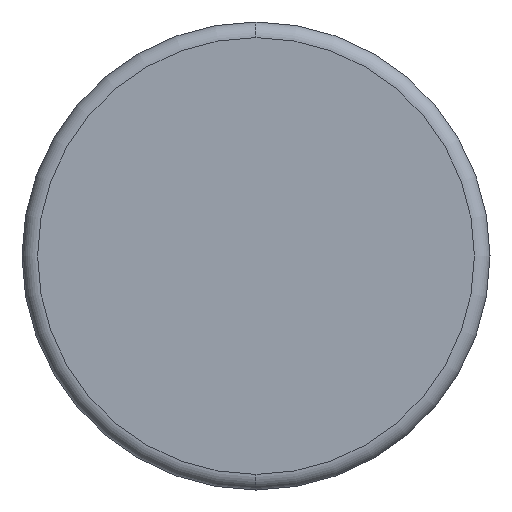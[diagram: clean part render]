
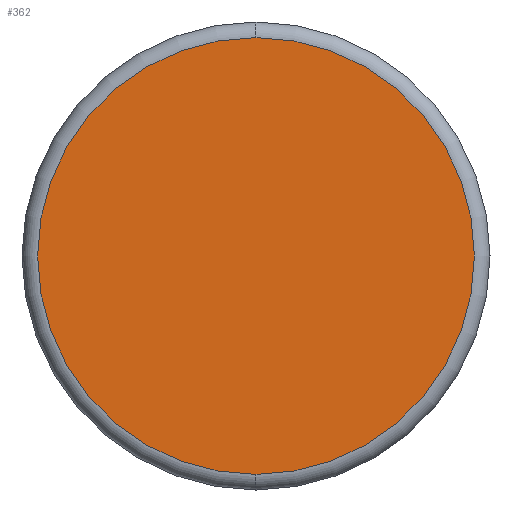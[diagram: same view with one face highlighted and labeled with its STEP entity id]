
A CAD part, left-side view. The second image highlights one B-rep face of the part: STEP entity #362.
In plain terms, the highlighted planar face has unit normal (-1, 0, 0).
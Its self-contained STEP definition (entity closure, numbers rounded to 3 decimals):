
#126 = VERTEX_POINT ( 'NONE', #1053 ) ;
#167 = EDGE_CURVE ( 'NONE', #126, #1252, #603, .T. ) ;
#198 = FACE_OUTER_BOUND ( 'NONE', #455, .T. ) ;
#230 = EDGE_CURVE ( 'NONE', #1252, #126, #1147, .T. ) ;
#232 = DIRECTION ( 'NONE',  ( 0., 0., 1. ) ) ;
#250 = ORIENTED_EDGE ( 'NONE', *, *, #167, .T. ) ;
#262 = AXIS2_PLACEMENT_3D ( 'NONE', #1117, #601, #309 ) ;
#269 = DIRECTION ( 'NONE',  ( 0., 0., 1. ) ) ;
#309 = DIRECTION ( 'NONE',  ( 0., 0., 1. ) ) ;
#310 = ORIENTED_EDGE ( 'NONE', *, *, #230, .T. ) ;
#328 = CARTESIAN_POINT ( 'NONE',  ( -1.701, 0., 0.75 ) ) ;
#362 = ADVANCED_FACE ( 'NONE', ( #198 ), #1224, .T. ) ;
#455 = EDGE_LOOP ( 'NONE', ( #250, #310 ) ) ;
#536 = AXIS2_PLACEMENT_3D ( 'NONE', #1000, #874, #269 ) ;
#601 = DIRECTION ( 'NONE',  ( -1., 0., 0. ) ) ;
#603 = CIRCLE ( 'NONE', #767, 0.7 ) ;
#767 = AXIS2_PLACEMENT_3D ( 'NONE', #328, #1160, #232 ) ;
#874 = DIRECTION ( 'NONE',  ( -1., 0., 0. ) ) ;
#1000 = CARTESIAN_POINT ( 'NONE',  ( -1.701, 0., 0.75 ) ) ;
#1053 = CARTESIAN_POINT ( 'NONE',  ( -1.701, 0., 1.45 ) ) ;
#1117 = CARTESIAN_POINT ( 'NONE',  ( -1.701, 0., 0.75 ) ) ;
#1147 = CIRCLE ( 'NONE', #536, 0.7 ) ;
#1160 = DIRECTION ( 'NONE',  ( -1., 0., 0. ) ) ;
#1165 = CARTESIAN_POINT ( 'NONE',  ( -1.701, 0., 0.05 ) ) ;
#1224 = PLANE ( 'NONE',  #262 ) ;
#1252 = VERTEX_POINT ( 'NONE', #1165 ) ;
